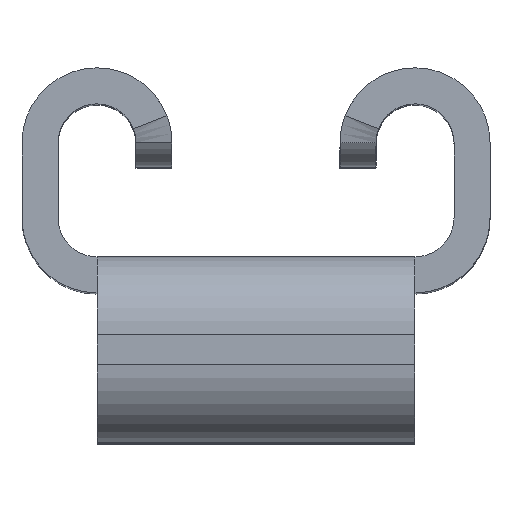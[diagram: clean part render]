
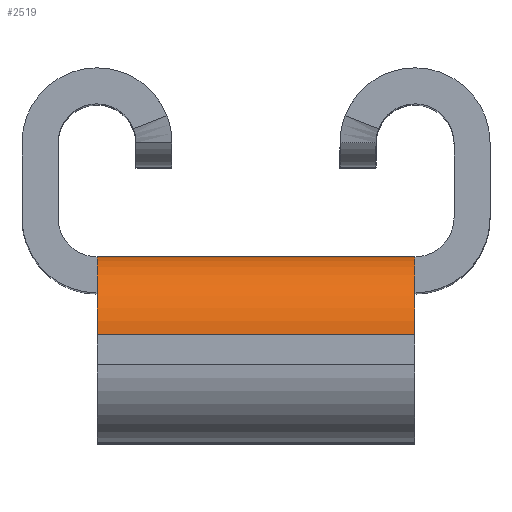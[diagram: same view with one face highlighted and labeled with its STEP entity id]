
A CAD part, top view. The second image highlights one B-rep face of the part: STEP entity #2519.
In plain terms, the highlighted cylindrical face has radius 0.66 mm (diameter 1.321 mm), a partial arc.
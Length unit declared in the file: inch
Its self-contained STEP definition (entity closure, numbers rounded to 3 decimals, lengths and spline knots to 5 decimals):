
#33 = DIRECTION ( 'NONE',  ( 0., 0., 1. ) ) ;
#46 = CARTESIAN_POINT ( 'NONE',  ( -0.053, -0.014, 0.255 ) ) ;
#166 = CARTESIAN_POINT ( 'NONE',  ( -0.053, -0.014, 0.281 ) ) ;
#210 = DIRECTION ( 'NONE',  ( 0., 0., 1. ) ) ;
#286 = VECTOR ( 'NONE', #1954, 39.37008 ) ;
#292 = CIRCLE ( 'NONE', #2389, 0.026 ) ;
#306 = DIRECTION ( 'NONE',  ( -1., 0., 0. ) ) ;
#529 = DIRECTION ( 'NONE',  ( -1., 0., 0. ) ) ;
#678 = EDGE_CURVE ( 'NONE', #2291, #2073, #1678, .T. ) ;
#711 = VERTEX_POINT ( 'NONE', #1329 ) ;
#725 = ORIENTED_EDGE ( 'NONE', *, *, #1528, .T. ) ;
#835 = EDGE_LOOP ( 'NONE', ( #725, #1383, #3223, #1370 ) ) ;
#984 = VECTOR ( 'NONE', #306, 39.37008 ) ;
#1041 = CARTESIAN_POINT ( 'NONE',  ( -0.053, 0.012, 0.255 ) ) ;
#1044 = EDGE_CURVE ( 'NONE', #2830, #2291, #292, .T. ) ;
#1329 = CARTESIAN_POINT ( 'NONE',  ( -0.053, -0.014, 0.281 ) ) ;
#1370 = ORIENTED_EDGE ( 'NONE', *, *, #2061, .T. ) ;
#1383 = ORIENTED_EDGE ( 'NONE', *, *, #1044, .T. ) ;
#1441 = CYLINDRICAL_SURFACE ( 'NONE', #2594, 0.026 ) ;
#1456 = CARTESIAN_POINT ( 'NONE',  ( 0.053, -0.014, 0.255 ) ) ;
#1528 = EDGE_CURVE ( 'NONE', #711, #2830, #2244, .T. ) ;
#1537 = CARTESIAN_POINT ( 'NONE',  ( -0.053, -0.014, 0.255 ) ) ;
#1580 = CARTESIAN_POINT ( 'NONE',  ( -0.053, 0.012, 0.255 ) ) ;
#1678 = LINE ( 'NONE', #1580, #984 ) ;
#1708 = DIRECTION ( 'NONE',  ( 0., 0., 1. ) ) ;
#1824 = DIRECTION ( 'NONE',  ( 1., 0., 0. ) ) ;
#1954 = DIRECTION ( 'NONE',  ( 1., 0., 0. ) ) ;
#1961 = CARTESIAN_POINT ( 'NONE',  ( 0.053, -0.014, 0.281 ) ) ;
#2061 = EDGE_CURVE ( 'NONE', #2073, #711, #2627, .T. ) ;
#2073 = VERTEX_POINT ( 'NONE', #1041 ) ;
#2244 = LINE ( 'NONE', #166, #286 ) ;
#2291 = VERTEX_POINT ( 'NONE', #3112 ) ;
#2389 = AXIS2_PLACEMENT_3D ( 'NONE', #1456, #3259, #1708 ) ;
#2519 = ADVANCED_FACE ( 'NONE', ( #3210 ), #1441, .T. ) ;
#2594 = AXIS2_PLACEMENT_3D ( 'NONE', #1537, #529, #33 ) ;
#2627 = CIRCLE ( 'NONE', #2811, 0.026 ) ;
#2811 = AXIS2_PLACEMENT_3D ( 'NONE', #46, #1824, #210 ) ;
#2830 = VERTEX_POINT ( 'NONE', #1961 ) ;
#3112 = CARTESIAN_POINT ( 'NONE',  ( 0.053, 0.012, 0.255 ) ) ;
#3210 = FACE_OUTER_BOUND ( 'NONE', #835, .T. ) ;
#3223 = ORIENTED_EDGE ( 'NONE', *, *, #678, .T. ) ;
#3259 = DIRECTION ( 'NONE',  ( -1., 0., 0. ) ) ;
